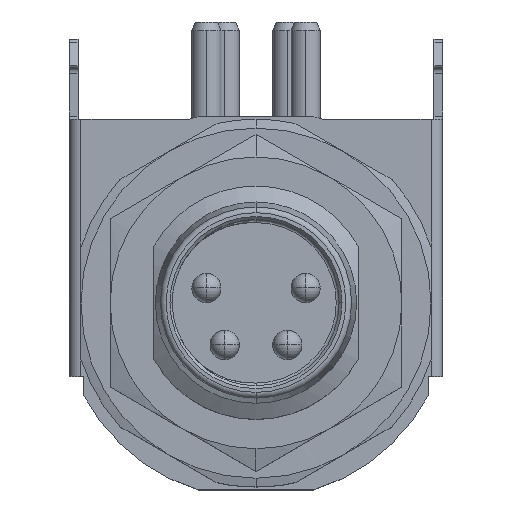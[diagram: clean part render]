
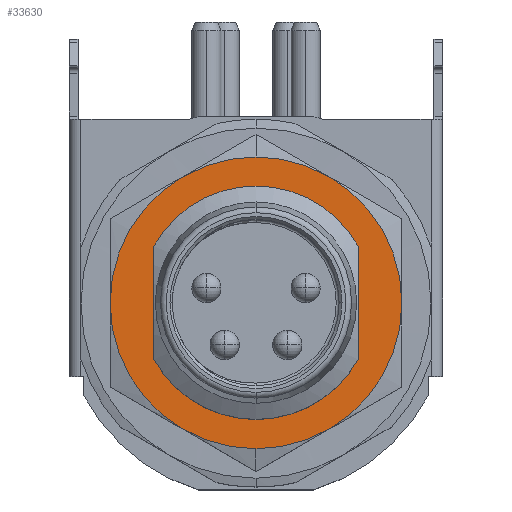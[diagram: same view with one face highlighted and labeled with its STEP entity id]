
A CAD part, top view. The second image highlights one B-rep face of the part: STEP entity #33630.
In plain terms, the highlighted face is planar.
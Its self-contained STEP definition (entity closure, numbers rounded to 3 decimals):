
#9050=CARTESIAN_POINT('',(10.5,-4.,0.));
#9060=VERTEX_POINT('',#9050);
#9090=CARTESIAN_POINT('',(10.5,0.,
0.));
#9100=DIRECTION('',(1.,0.,0.));
#9110=DIRECTION('',(0.,-1.,0.));
#9120=AXIS2_PLACEMENT_3D('',#9090,#9100,#9110);
#9130=CIRCLE('',#9120,4.);
#9140=CARTESIAN_POINT('',(10.5,-1.936,3.5));
#9150=VERTEX_POINT('',#9140);
#9160=EDGE_CURVE('',#9150,#9060,#9130,.T.);
#12310=CARTESIAN_POINT('',(10.5,-4.33,2.5));
#12320=VERTEX_POINT('',#12310);
#29640=CARTESIAN_POINT('',(10.5,4.,0.));
#29650=VERTEX_POINT('',#29640);
#29830=CARTESIAN_POINT('',(10.5,1.936,3.5));
#29840=VERTEX_POINT('',#29830);
#29870=CARTESIAN_POINT('',(10.5,0.,
0.));
#29880=DIRECTION('',(1.,0.,0.));
#29890=DIRECTION('',(0.,-1.,0.));
#29900=AXIS2_PLACEMENT_3D('',#29870,#29880,#29890);
#29910=CIRCLE('',#29900,4.);
#29920=EDGE_CURVE('',#29650,#29840,#29910,.T.);
#31080=CARTESIAN_POINT('',(10.5,0.,5.));
#31090=VERTEX_POINT('',#31080);
#31530=CARTESIAN_POINT('',(10.5,4.33,2.5));
#31540=VERTEX_POINT('',#31530);
#31610=CARTESIAN_POINT('',(10.5,5.,0.));
#31620=VERTEX_POINT('',#31610);
#31650=CARTESIAN_POINT('',(10.5,0.,
0.));
#31660=DIRECTION('',(1.,0.,0.));
#31670=DIRECTION('',(0.,1.,0.));
#31680=AXIS2_PLACEMENT_3D('',#31650,#31660,#31670);
#31690=CIRCLE('',#31680,5.);
#31700=EDGE_CURVE('',#31620,#31540,#31690,.T.);
#32840=CARTESIAN_POINT('',(10.5,6.928,6.));
#32850=DIRECTION('',(1.,0.,0.));
#32860=DIRECTION('',(0.,-1.,0.));
#32870=AXIS2_PLACEMENT_3D('',#32840,#32850,#32860);
#32880=PLANE('',#32870);
#32890=CARTESIAN_POINT('',(10.5,0.,
0.));
#32900=DIRECTION('',(1.,0.,0.));
#32910=DIRECTION('',(0.,1.,0.));
#32920=AXIS2_PLACEMENT_3D('',#32890,#32900,#32910);
#32930=CIRCLE('',#32920,5.);
#32940=CARTESIAN_POINT('',(10.5,-5.,
0.));
#32950=VERTEX_POINT('',#32940);
#32960=CARTESIAN_POINT('',(10.5,-4.33,-2.5));
#32970=VERTEX_POINT('',#32960);
#32980=EDGE_CURVE('',#32950,#32970,#32930,.T.);
#32990=ORIENTED_EDGE('',*,*,#32980,.T.);
#33000=EDGE_CURVE('',#12320,#32950,#32930,.T.);
#33010=ORIENTED_EDGE('',*,*,#33000,.T.);
#33020=CARTESIAN_POINT('',(10.5,0.,
0.));
#33030=DIRECTION('',(1.,0.,0.));
#33040=DIRECTION('',(0.,1.,0.));
#33050=AXIS2_PLACEMENT_3D('',#33020,#33030,#33040);
#33060=CIRCLE('',#33050,5.);
#33070=EDGE_CURVE('',#31090,#12320,#33060,.T.);
#33080=ORIENTED_EDGE('',*,*,#33070,.T.);
#33090=CARTESIAN_POINT('',(10.5,0.,
0.));
#33100=DIRECTION('',(-1.,0.,0.));
#33110=DIRECTION('',(0.,0.,1.));
#33120=AXIS2_PLACEMENT_3D('',#33090,#33100,#33110);
#33130=CIRCLE('',#33120,5.);
#33140=EDGE_CURVE('',#31090,#31540,#33130,.T.);
#33150=ORIENTED_EDGE('',*,*,#33140,.F.);
#33160=ORIENTED_EDGE('',*,*,#31700,.T.);
#33170=CARTESIAN_POINT('',(10.5,4.33,-2.5));
#33180=VERTEX_POINT('',#33170);
#33190=EDGE_CURVE('',#33180,#31620,#31690,.T.);
#33200=ORIENTED_EDGE('',*,*,#33190,.T.);
#33210=CARTESIAN_POINT('',(10.5,0.,
0.));
#33220=DIRECTION('',(1.,0.,0.));
#33230=DIRECTION('',(0.,0.,1.));
#33240=AXIS2_PLACEMENT_3D('',#33210,#33220,#33230);
#33250=CIRCLE('',#33240,5.);
#33260=CARTESIAN_POINT('',(10.5,0.,-5.));
#33270=VERTEX_POINT('',#33260);
#33280=EDGE_CURVE('',#33270,#33180,#33250,.T.);
#33290=ORIENTED_EDGE('',*,*,#33280,.T.);
#33300=CARTESIAN_POINT('',(10.5,0.,
0.));
#33310=DIRECTION('',(1.,0.,0.));
#33320=DIRECTION('',(0.,0.,1.));
#33330=AXIS2_PLACEMENT_3D('',#33300,#33310,#33320);
#33340=CIRCLE('',#33330,5.);
#33350=EDGE_CURVE('',#32970,#33270,#33340,.T.);
#33360=ORIENTED_EDGE('',*,*,#33350,.T.);
#33370=EDGE_LOOP('',(#33360,#33290,#33200,#33160,#33150,#33080,#33010,
#32990));
#33380=FACE_OUTER_BOUND('',#33370,.T.);
#33390=CARTESIAN_POINT('',(10.5,0.,3.5));
#33400=DIRECTION('',(0.,-1.,0.));
#33410=VECTOR('',#33400,1.);
#33420=LINE('',#33390,#33410);
#33430=EDGE_CURVE('',#29840,#9150,#33420,.T.);
#33440=ORIENTED_EDGE('',*,*,#33430,.F.);
#33450=ORIENTED_EDGE('',*,*,#9160,.F.);
#33460=CARTESIAN_POINT('',(10.5,-1.936,-3.5));
#33470=VERTEX_POINT('',#33460);
#33480=EDGE_CURVE('',#9060,#33470,#9130,.T.);
#33490=ORIENTED_EDGE('',*,*,#33480,.F.);
#33500=CARTESIAN_POINT('',(10.5,0.,-3.5));
#33510=DIRECTION('',(0.,1.,0.));
#33520=VECTOR('',#33510,1.);
#33530=LINE('',#33500,#33520);
#33540=CARTESIAN_POINT('',(10.5,1.936,-3.5));
#33550=VERTEX_POINT('',#33540);
#33560=EDGE_CURVE('',#33470,#33550,#33530,.T.);
#33570=ORIENTED_EDGE('',*,*,#33560,.F.);
#33580=EDGE_CURVE('',#33550,#29650,#29910,.T.);
#33590=ORIENTED_EDGE('',*,*,#33580,.F.);
#33600=ORIENTED_EDGE('',*,*,#29920,.F.);
#33610=EDGE_LOOP('',(#33600,#33590,#33570,#33490,#33450,#33440));
#33620=FACE_BOUND('',#33610,.T.);
#33630=ADVANCED_FACE('',(#33380,#33620),#32880,.T.);
